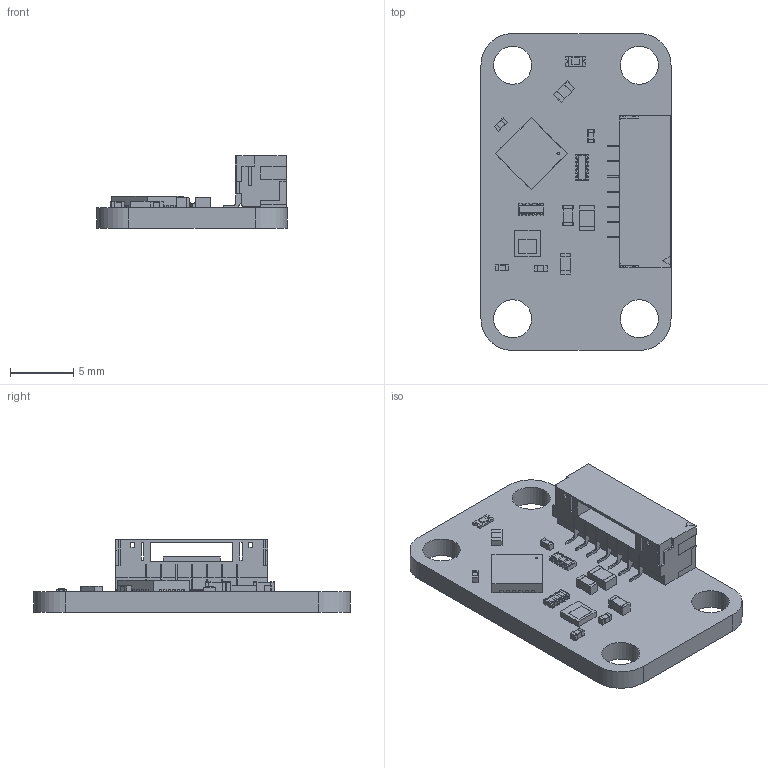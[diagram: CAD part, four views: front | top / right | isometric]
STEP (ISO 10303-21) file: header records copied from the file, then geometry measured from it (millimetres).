
FILE_DESCRIPTION(('FreeCAD Model'),'2;1');
FILE_NAME( 'barometer-v2.step', '2018-07-31T09:13:25',('kicad StepUp'),('ksu MCAD'), 'Open CASCADE STEP processor 7.3','FreeCAD','Unknown');
FILE_SCHEMA(('AUTOMOTIVE_DESIGN { 1 0 10303 214 1 1 1 1 }'));
Length unit declared in the file: millimetre
Products named in the file (19): barometer-v2; Board_Geoms; Pcb; Step_Models; Top; QFN-24_4x4mm_Pitch0.5mm_; C_0805_; C_0603_; C_0603_001; D_0603_blue_; BrickletConn_7pin_; Cut_; Cut_001; R_0603_; C_0402_; C_0402_001; C_0402_002; C_0402_003; LPS22HB_HLGA-10L_
Assembly tree (18 placements, depth 4):
  barometer-v2
    Board_Geoms
      Pcb
    Step_Models
      Top
        QFN-24_4x4mm_Pitch0.5mm_
        C_0805_
        C_0603_
        C_0603_001
        D_0603_blue_
        BrickletConn_7pin_
        Cut_
        Cut_001
        R_0603_
        C_0402_
        C_0402_001
        C_0402_002
        C_0402_003
        LPS22HB_HLGA-10L_
Bounding box: 15 x 25 x 5.7 mm (x, y, z)
Volume: 658.7 mm3; surface area: 1414.6 mm2
Topology: 16 solids, 16 shells, 1124 faces, 3212 edges, 2094 vertices
Faces by surface type: plane 984, cylinder 140
Full cylindrical faces by diameter (mm): 3 x4
Entity records: 44210 total; most frequent: CARTESIAN_POINT 6449, ORIENTED_EDGE 6424, DIRECTION 5778, EDGE_CURVE 3212, LINE 2932, VECTOR 2932, VERTEX_POINT 2094, AXIS2_PLACEMENT_3D 1423
